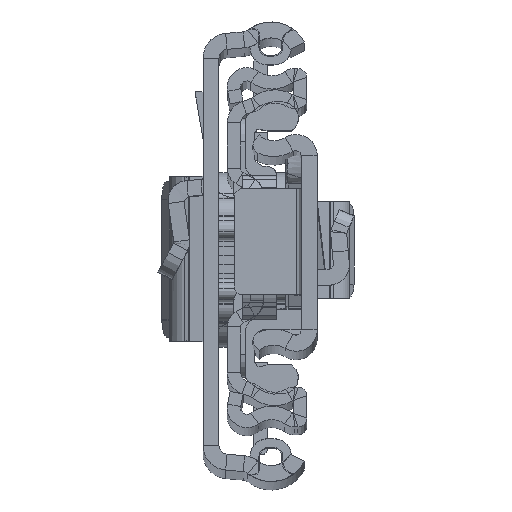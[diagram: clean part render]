
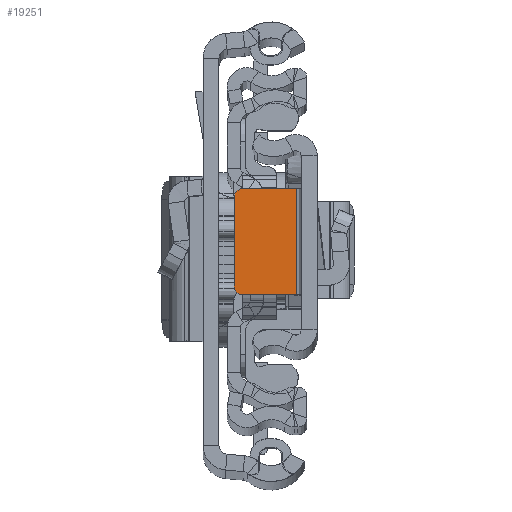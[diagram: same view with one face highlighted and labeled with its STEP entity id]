
A CAD part, top view. The second image highlights one B-rep face of the part: STEP entity #19251.
In plain terms, the highlighted planar face has unit normal (0, 0, 1).
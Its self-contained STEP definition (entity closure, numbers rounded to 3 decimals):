
#903 = EDGE_CURVE ( 'NONE', #29395, #20576, #27413, .T. ) ;
#1247 = VERTEX_POINT ( 'NONE', #17695 ) ;
#1424 = CARTESIAN_POINT ( 'NONE',  ( -9.4, 6.151, -6.8 ) ) ;
#1604 = AXIS2_PLACEMENT_3D ( 'NONE', #11559, #8987, #13515 ) ;
#2078 = AXIS2_PLACEMENT_3D ( 'NONE', #21372, #5680, #19553 ) ;
#5529 = CARTESIAN_POINT ( 'NONE',  ( -9.4, 5.151, -6.8 ) ) ;
#5680 = DIRECTION ( 'NONE',  ( 0., 0., 1. ) ) ;
#5739 = ORIENTED_EDGE ( 'NONE', *, *, #10830, .F. ) ;
#6354 = EDGE_CURVE ( 'NONE', #20576, #18020, #21803, .T. ) ;
#6671 = ORIENTED_EDGE ( 'NONE', *, *, #20836, .T. ) ;
#6703 = DIRECTION ( 'NONE',  ( 0., -1., 0. ) ) ;
#7600 = ORIENTED_EDGE ( 'NONE', *, *, #6354, .F. ) ;
#8364 = VECTOR ( 'NONE', #6703, 1000. ) ;
#8780 = VECTOR ( 'NONE', #10655, 1000. ) ;
#8987 = DIRECTION ( 'NONE',  ( 0., 0., 1. ) ) ;
#9181 = ORIENTED_EDGE ( 'NONE', *, *, #903, .F. ) ;
#9359 = VECTOR ( 'NONE', #10241, 1000. ) ;
#10241 = DIRECTION ( 'NONE',  ( 1., 0., 0. ) ) ;
#10503 = CARTESIAN_POINT ( 'NONE',  ( -9.4, -5.849, -6.8 ) ) ;
#10655 = DIRECTION ( 'NONE',  ( 0., 1., 0. ) ) ;
#10681 = ORIENTED_EDGE ( 'NONE', *, *, #21081, .T. ) ;
#10689 = VERTEX_POINT ( 'NONE', #5529 ) ;
#10830 = EDGE_CURVE ( 'NONE', #27737, #10689, #22111, .T. ) ;
#10844 = CARTESIAN_POINT ( 'NONE',  ( -2.3, -5.849, -6.8 ) ) ;
#11559 = CARTESIAN_POINT ( 'NONE',  ( -8.4, -4.849, -6.8 ) ) ;
#12243 = CIRCLE ( 'NONE', #2078, 1. ) ;
#13515 = DIRECTION ( 'NONE',  ( 1., 0., 0. ) ) ;
#13921 = VECTOR ( 'NONE', #26062, 1000. ) ;
#14398 = PLANE ( 'NONE',  #20634 ) ;
#14701 = DIRECTION ( 'NONE',  ( 0., 0., 1. ) ) ;
#15040 = CARTESIAN_POINT ( 'NONE',  ( -1.8, 6.151, -6.8 ) ) ;
#15948 = ORIENTED_EDGE ( 'NONE', *, *, #29253, .F. ) ;
#16804 = FACE_OUTER_BOUND ( 'NONE', #22283, .T. ) ;
#17695 = CARTESIAN_POINT ( 'NONE',  ( -8.4, 6.151, -6.8 ) ) ;
#18020 = VERTEX_POINT ( 'NONE', #23201 ) ;
#19251 = ADVANCED_FACE ( 'NONE', ( #16804 ), #14398, .T. ) ;
#19553 = DIRECTION ( 'NONE',  ( 1., 0., 0. ) ) ;
#20023 = CARTESIAN_POINT ( 'NONE',  ( -2.3, 6.151, -6.8 ) ) ;
#20576 = VERTEX_POINT ( 'NONE', #10844 ) ;
#20634 = AXIS2_PLACEMENT_3D ( 'NONE', #23459, #14701, #21332 ) ;
#20836 = EDGE_CURVE ( 'NONE', #1247, #10689, #12243, .T. ) ;
#21081 = EDGE_CURVE ( 'NONE', #27737, #18020, #22336, .T. ) ;
#21332 = DIRECTION ( 'NONE',  ( 1., 0., 0. ) ) ;
#21372 = CARTESIAN_POINT ( 'NONE',  ( -8.4, 5.151, -6.8 ) ) ;
#21803 = LINE ( 'NONE', #10503, #13921 ) ;
#22111 = LINE ( 'NONE', #1424, #8780 ) ;
#22283 = EDGE_LOOP ( 'NONE', ( #5739, #10681, #7600, #9181, #15948, #6671 ) ) ;
#22336 = CIRCLE ( 'NONE', #1604, 1. ) ;
#23201 = CARTESIAN_POINT ( 'NONE',  ( -8.4, -5.849, -6.8 ) ) ;
#23459 = CARTESIAN_POINT ( 'NONE',  ( 0., 0., -6.8 ) ) ;
#24982 = CARTESIAN_POINT ( 'NONE',  ( -2.3, 6.151, -6.8 ) ) ;
#25587 = CARTESIAN_POINT ( 'NONE',  ( -9.4, -4.849, -6.8 ) ) ;
#26062 = DIRECTION ( 'NONE',  ( -1., 0., 0. ) ) ;
#27413 = LINE ( 'NONE', #24982, #8364 ) ;
#27737 = VERTEX_POINT ( 'NONE', #25587 ) ;
#28379 = LINE ( 'NONE', #15040, #9359 ) ;
#29253 = EDGE_CURVE ( 'NONE', #1247, #29395, #28379, .T. ) ;
#29395 = VERTEX_POINT ( 'NONE', #20023 ) ;
